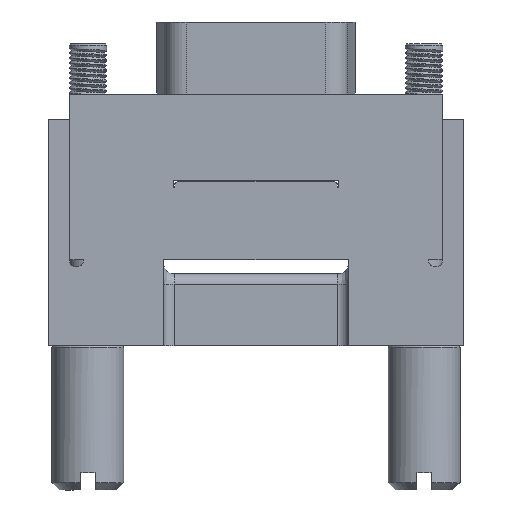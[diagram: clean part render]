
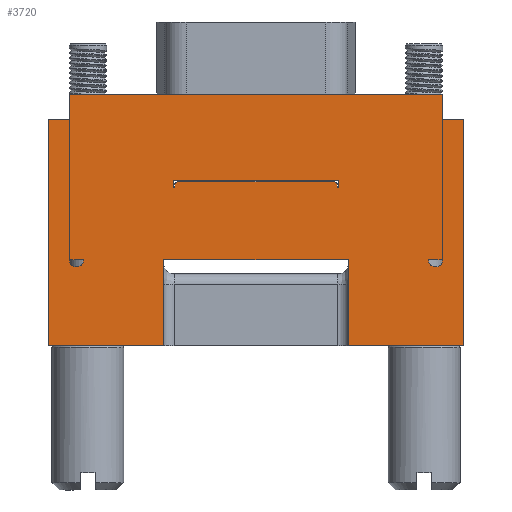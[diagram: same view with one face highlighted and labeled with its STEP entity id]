
A CAD part, front view. The second image highlights one B-rep face of the part: STEP entity #3720.
In plain terms, the highlighted planar face has unit normal (0, -1, 0).
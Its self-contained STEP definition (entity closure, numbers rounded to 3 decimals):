
#451=CARTESIAN_POINT('',(-14.42,-4.125,4.7));
#452=VERTEX_POINT('',#451);
#501=CARTESIAN_POINT('',(-14.42,-4.125,-11.));
#502=VERTEX_POINT('',#501);
#509=CARTESIAN_POINT('',(-14.42,-4.125,-11.));
#510=DIRECTION('',(0.,0.,1.));
#511=VECTOR('',#510,15.7);
#512=LINE('',#509,#511);
#513=EDGE_CURVE('',#502,#452,#512,.T.);
#663=CARTESIAN_POINT('',(-6.42,-4.125,-5.));
#664=VERTEX_POINT('',#663);
#665=CARTESIAN_POINT('',(-6.42,-4.125,-11.));
#666=VERTEX_POINT('',#665);
#667=CARTESIAN_POINT('',(-6.42,-4.125,-5.));
#668=DIRECTION('',(0.,0.,-1.));
#669=VECTOR('',#668,6.);
#670=LINE('',#667,#669);
#671=EDGE_CURVE('',#664,#666,#670,.T.);
#895=CARTESIAN_POINT('',(-12.97,-4.125,-5.));
#896=VERTEX_POINT('',#895);
#905=CARTESIAN_POINT('',(-12.97,-4.125,4.7));
#906=VERTEX_POINT('',#905);
#913=CARTESIAN_POINT('',(-12.97,-4.125,-5.));
#914=DIRECTION('',(0.,0.,1.));
#915=VECTOR('',#914,9.7);
#916=LINE('',#913,#915);
#917=EDGE_CURVE('',#896,#906,#916,.T.);
#927=CARTESIAN_POINT('',(-11.97,-4.125,-5.));
#928=VERTEX_POINT('',#927);
#929=CARTESIAN_POINT('',(-12.47,-4.125,-5.));
#930=DIRECTION('',(1.,0.,0.));
#931=DIRECTION('',(0.,1.,0.));
#932=AXIS2_PLACEMENT_3D('',#929,#931,#930);
#933=CIRCLE('',#932,0.5);
#934=EDGE_CURVE('',#928,#896,#933,.T.);
#976=CARTESIAN_POINT('',(-12.97,-4.125,4.7));
#977=DIRECTION('',(-1.,0.,0.));
#978=VECTOR('',#977,1.45);
#979=LINE('',#976,#978);
#980=EDGE_CURVE('',#906,#452,#979,.T.);
#1421=CARTESIAN_POINT('',(14.42,-4.125,-11.));
#1422=VERTEX_POINT('',#1421);
#1429=CARTESIAN_POINT('',(6.42,-4.125,-11.));
#1430=VERTEX_POINT('',#1429);
#1431=CARTESIAN_POINT('',(14.42,-4.125,-11.));
#1432=DIRECTION('',(-1.,0.,0.));
#1433=VECTOR('',#1432,8.);
#1434=LINE('',#1431,#1433);
#1435=EDGE_CURVE('',#1422,#1430,#1434,.T.);
#1462=CARTESIAN_POINT('',(-14.42,-4.125,-11.));
#1463=DIRECTION('',(1.,0.,0.));
#1464=VECTOR('',#1463,8.);
#1465=LINE('',#1462,#1464);
#1466=EDGE_CURVE('',#502,#666,#1465,.T.);
#1612=CARTESIAN_POINT('',(14.42,-4.125,4.7));
#1613=VERTEX_POINT('',#1612);
#1620=CARTESIAN_POINT('',(14.42,-4.125,4.7));
#1621=DIRECTION('',(0.,0.,-1.));
#1622=VECTOR('',#1621,15.7);
#1623=LINE('',#1620,#1622);
#1624=EDGE_CURVE('',#1613,#1422,#1623,.T.);
#2012=CARTESIAN_POINT('',(6.42,-4.125,-5.));
#2013=VERTEX_POINT('',#2012);
#2014=CARTESIAN_POINT('',(6.42,-4.125,-5.));
#2015=DIRECTION('',(0.,0.,-1.));
#2016=VECTOR('',#2015,6.);
#2017=LINE('',#2014,#2016);
#2018=EDGE_CURVE('',#2013,#1430,#2017,.T.);
#2319=CARTESIAN_POINT('',(12.97,-4.125,4.7));
#2320=VERTEX_POINT('',#2319);
#2327=CARTESIAN_POINT('',(14.42,-4.125,4.7));
#2328=DIRECTION('',(-1.,0.,0.));
#2329=VECTOR('',#2328,1.45);
#2330=LINE('',#2327,#2329);
#2331=EDGE_CURVE('',#1613,#2320,#2330,.T.);
#2485=CARTESIAN_POINT('',(12.97,-4.125,-5.));
#2486=VERTEX_POINT('',#2485);
#2487=CARTESIAN_POINT('',(12.97,-4.125,4.7));
#2488=DIRECTION('',(0.,0.,-1.));
#2489=VECTOR('',#2488,9.7);
#2490=LINE('',#2487,#2489);
#2491=EDGE_CURVE('',#2320,#2486,#2490,.T.);
#2532=CARTESIAN_POINT('',(11.97,-4.125,-5.));
#2533=VERTEX_POINT('',#2532);
#2534=CARTESIAN_POINT('',(12.47,-4.125,-5.));
#2535=DIRECTION('',(1.,0.,0.));
#2536=DIRECTION('',(0.,1.,0.));
#2537=AXIS2_PLACEMENT_3D('',#2534,#2536,#2535);
#2538=CIRCLE('',#2537,0.5);
#2539=EDGE_CURVE('',#2486,#2533,#2538,.T.);
#2983=CARTESIAN_POINT('',(-12.93,-4.125,-5.));
#2984=VERTEX_POINT('',#2983);
#3034=CARTESIAN_POINT('',(-12.93,-4.125,-5.));
#3035=DIRECTION('',(1.,0.,0.));
#3036=VECTOR('',#3035,0.96);
#3037=LINE('',#3034,#3036);
#3038=EDGE_CURVE('',#2984,#928,#3037,.T.);
#3254=CARTESIAN_POINT('',(-12.93,-4.125,6.5));
#3255=VERTEX_POINT('',#3254);
#3256=CARTESIAN_POINT('',(-12.93,-4.125,6.5));
#3257=DIRECTION('',(0.,0.,-1.));
#3258=VECTOR('',#3257,11.5);
#3259=LINE('',#3256,#3258);
#3260=EDGE_CURVE('',#3255,#2984,#3259,.T.);
#3587=CARTESIAN_POINT('',(0.,-4.125,-2.25));
#3588=DIRECTION('',(1.,0.,0.));
#3589=DIRECTION('',(0.,-1.,0.));
#3590=AXIS2_PLACEMENT_3D('',#3587,#3589,#3588);
#3591=PLANE('',#3590);
#3592=CARTESIAN_POINT('',(12.93,-4.125,6.5));
#3593=VERTEX_POINT('',#3592);
#3594=CARTESIAN_POINT('',(12.93,-4.125,-5.));
#3595=VERTEX_POINT('',#3594);
#3596=CARTESIAN_POINT('',(12.93,-4.125,6.5));
#3597=DIRECTION('',(0.,0.,-1.));
#3598=VECTOR('',#3597,11.5);
#3599=LINE('',#3596,#3598);
#3600=EDGE_CURVE('',#3593,#3595,#3599,.T.);
#3601=ORIENTED_EDGE('',*,*,#3600,.F.);
#3602=CARTESIAN_POINT('',(-12.93,-4.125,6.5));
#3603=DIRECTION('',(1.,0.,0.));
#3604=VECTOR('',#3603,25.86);
#3605=LINE('',#3602,#3604);
#3606=EDGE_CURVE('',#3255,#3593,#3605,.T.);
#3607=ORIENTED_EDGE('',*,*,#3606,.F.);
#3608=ORIENTED_EDGE('',*,*,#3260,.T.);
#3609=ORIENTED_EDGE('',*,*,#3038,.T.);
#3610=ORIENTED_EDGE('',*,*,#934,.T.);
#3611=ORIENTED_EDGE('',*,*,#917,.T.);
#3612=ORIENTED_EDGE('',*,*,#980,.T.);
#3613=ORIENTED_EDGE('',*,*,#513,.F.);
#3614=ORIENTED_EDGE('',*,*,#1466,.T.);
#3615=ORIENTED_EDGE('',*,*,#671,.F.);
#3616=CARTESIAN_POINT('',(-6.42,-4.125,-5.));
#3617=DIRECTION('',(1.,0.,0.));
#3618=VECTOR('',#3617,12.84);
#3619=LINE('',#3616,#3618);
#3620=EDGE_CURVE('',#664,#2013,#3619,.T.);
#3621=ORIENTED_EDGE('',*,*,#3620,.T.);
#3622=ORIENTED_EDGE('',*,*,#2018,.T.);
#3623=ORIENTED_EDGE('',*,*,#1435,.F.);
#3624=ORIENTED_EDGE('',*,*,#1624,.F.);
#3625=ORIENTED_EDGE('',*,*,#2331,.T.);
#3626=ORIENTED_EDGE('',*,*,#2491,.T.);
#3627=ORIENTED_EDGE('',*,*,#2539,.T.);
#3628=CARTESIAN_POINT('',(11.97,-4.125,-5.));
#3629=DIRECTION('',(1.,0.,0.));
#3630=VECTOR('',#3629,0.96);
#3631=LINE('',#3628,#3630);
#3632=EDGE_CURVE('',#2533,#3595,#3631,.T.);
#3633=ORIENTED_EDGE('',*,*,#3632,.T.);
#3634=EDGE_LOOP('',(#3601,#3607,#3608,#3609,#3610,#3611,#3612,#3613,#3614,#3615,#3621,#3622,#3623,#3624,#3625,#3626,#3627,#3633));
#3635=FACE_OUTER_BOUND('',#3634,.T.);
#3636=CARTESIAN_POINT('',(5.72,-4.125,0.));
#3637=VERTEX_POINT('',#3636);
#3638=CARTESIAN_POINT('',(5.64,-4.125,0.));
#3639=VERTEX_POINT('',#3638);
#3640=CARTESIAN_POINT('',(5.72,-4.125,0.));
#3641=DIRECTION('',(-1.,0.,0.));
#3642=VECTOR('',#3641,0.08);
#3643=LINE('',#3640,#3642);
#3644=EDGE_CURVE('',#3637,#3639,#3643,.T.);
#3645=ORIENTED_EDGE('',*,*,#3644,.T.);
#3646=CARTESIAN_POINT('',(5.64,-4.125,0.2));
#3647=VERTEX_POINT('',#3646);
#3648=CARTESIAN_POINT('',(5.64,-4.125,0.));
#3649=DIRECTION('',(0.,0.,1.));
#3650=VECTOR('',#3649,0.2);
#3651=LINE('',#3648,#3650);
#3652=EDGE_CURVE('',#3639,#3647,#3651,.T.);
#3653=ORIENTED_EDGE('',*,*,#3652,.T.);
#3654=CARTESIAN_POINT('',(5.44,-4.125,0.4));
#3655=VERTEX_POINT('',#3654);
#3656=CARTESIAN_POINT('',(5.44,-4.125,0.2));
#3657=DIRECTION('',(1.,0.,0.));
#3658=DIRECTION('',(0.,-1.,0.));
#3659=AXIS2_PLACEMENT_3D('',#3656,#3658,#3657);
#3660=CIRCLE('',#3659,0.2);
#3661=EDGE_CURVE('',#3647,#3655,#3660,.T.);
#3662=ORIENTED_EDGE('',*,*,#3661,.T.);
#3663=CARTESIAN_POINT('',(-5.44,-4.125,0.4));
#3664=VERTEX_POINT('',#3663);
#3665=CARTESIAN_POINT('',(5.44,-4.125,0.4));
#3666=DIRECTION('',(-1.,0.,0.));
#3667=VECTOR('',#3666,10.88);
#3668=LINE('',#3665,#3667);
#3669=EDGE_CURVE('',#3655,#3664,#3668,.T.);
#3670=ORIENTED_EDGE('',*,*,#3669,.T.);
#3671=CARTESIAN_POINT('',(-5.64,-4.125,0.2));
#3672=VERTEX_POINT('',#3671);
#3673=CARTESIAN_POINT('',(-5.44,-4.125,0.2));
#3674=DIRECTION('',(-1.,0.,0.));
#3675=DIRECTION('',(0.,1.,0.));
#3676=AXIS2_PLACEMENT_3D('',#3673,#3675,#3674);
#3677=CIRCLE('',#3676,0.2);
#3678=EDGE_CURVE('',#3672,#3664,#3677,.T.);
#3679=ORIENTED_EDGE('',*,*,#3678,.F.);
#3680=CARTESIAN_POINT('',(-5.64,-4.125,0.));
#3681=VERTEX_POINT('',#3680);
#3682=CARTESIAN_POINT('',(-5.64,-4.125,0.));
#3683=DIRECTION('',(0.,0.,1.));
#3684=VECTOR('',#3683,0.2);
#3685=LINE('',#3682,#3684);
#3686=EDGE_CURVE('',#3681,#3672,#3685,.T.);
#3687=ORIENTED_EDGE('',*,*,#3686,.F.);
#3688=CARTESIAN_POINT('',(-5.72,-4.125,0.));
#3689=VERTEX_POINT('',#3688);
#3690=CARTESIAN_POINT('',(-5.72,-4.125,0.));
#3691=DIRECTION('',(1.,0.,0.));
#3692=VECTOR('',#3691,0.08);
#3693=LINE('',#3690,#3692);
#3694=EDGE_CURVE('',#3689,#3681,#3693,.T.);
#3695=ORIENTED_EDGE('',*,*,#3694,.F.);
#3696=CARTESIAN_POINT('',(-5.72,-4.125,0.5));
#3697=VERTEX_POINT('',#3696);
#3698=CARTESIAN_POINT('',(-5.72,-4.125,0.5));
#3699=DIRECTION('',(0.,0.,-1.));
#3700=VECTOR('',#3699,0.5);
#3701=LINE('',#3698,#3700);
#3702=EDGE_CURVE('',#3697,#3689,#3701,.T.);
#3703=ORIENTED_EDGE('',*,*,#3702,.F.);
#3704=CARTESIAN_POINT('',(5.72,-4.125,0.5));
#3705=VERTEX_POINT('',#3704);
#3706=CARTESIAN_POINT('',(-5.72,-4.125,0.5));
#3707=DIRECTION('',(1.,0.,0.));
#3708=VECTOR('',#3707,11.44);
#3709=LINE('',#3706,#3708);
#3710=EDGE_CURVE('',#3697,#3705,#3709,.T.);
#3711=ORIENTED_EDGE('',*,*,#3710,.T.);
#3712=CARTESIAN_POINT('',(5.72,-4.125,0.5));
#3713=DIRECTION('',(0.,0.,-1.));
#3714=VECTOR('',#3713,0.5);
#3715=LINE('',#3712,#3714);
#3716=EDGE_CURVE('',#3705,#3637,#3715,.T.);
#3717=ORIENTED_EDGE('',*,*,#3716,.T.);
#3718=EDGE_LOOP('',(#3645,#3653,#3662,#3670,#3679,#3687,#3695,#3703,#3711,#3717));
#3719=FACE_BOUND('',#3718,.T.);
#3720=ADVANCED_FACE('',(#3635,#3719),#3591,.T.);
